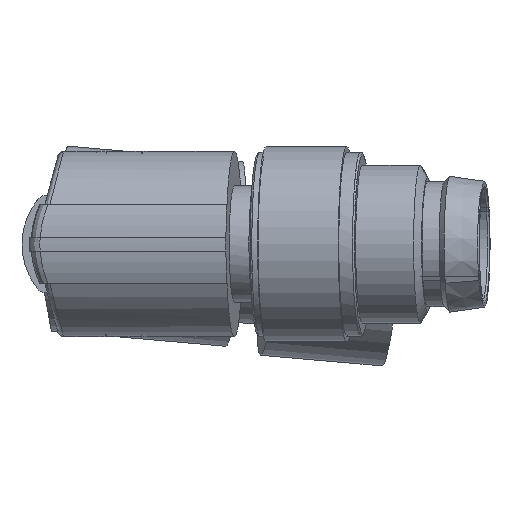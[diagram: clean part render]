
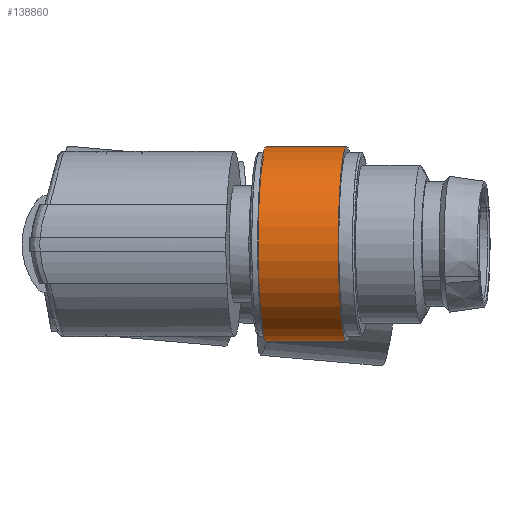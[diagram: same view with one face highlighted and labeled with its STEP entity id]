
A CAD part, left-side view. The second image highlights one B-rep face of the part: STEP entity #138860.
In plain terms, the highlighted cylindrical face has radius 4.95 mm (diameter 9.9 mm), a partial arc.
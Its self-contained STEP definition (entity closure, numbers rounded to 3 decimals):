
#138450=CARTESIAN_POINT('',(20.465,33.628,
-17.132));
#138460=DIRECTION('',(0.,0.,1.));
#138470=DIRECTION('',(1.,0.,0.));
#138480=AXIS2_PLACEMENT_3D('',#138450,#138460,#138470);
#138490=CYLINDRICAL_SURFACE('',#138480,4.95);
#138500=CARTESIAN_POINT('',(15.515,33.628,
-17.132));
#138510=DIRECTION('',(0.,0.,1.));
#138520=VECTOR('',#138510,1.);
#138530=LINE('',#138500,#138520);
#138540=CARTESIAN_POINT('',(15.515,33.628,
-21.232));
#138550=VERTEX_POINT('',#138540);
#138560=CARTESIAN_POINT('',(15.515,33.628,
-17.132));
#138570=VERTEX_POINT('',#138560);
#138580=EDGE_CURVE('',#138550,#138570,#138530,.T.);
#138590=ORIENTED_EDGE('',*,*,#138580,.F.);
#138600=CARTESIAN_POINT('',(20.465,33.628,
-17.132));
#138610=DIRECTION('',(0.,0.,1.));
#138620=DIRECTION('',(1.,0.,0.));
#138630=AXIS2_PLACEMENT_3D('',#138600,#138610,#138620);
#138640=CIRCLE('',#138630,4.95);
#138650=CARTESIAN_POINT('',(25.415,33.628,
-17.132));
#138660=VERTEX_POINT('',#138650);
#138670=EDGE_CURVE('',#138570,#138660,#138640,.T.);
#138680=ORIENTED_EDGE('',*,*,#138670,.F.);
#138690=CARTESIAN_POINT('',(25.415,33.628,
-17.132));
#138700=DIRECTION('',(0.,0.,1.));
#138710=VECTOR('',#138700,1.);
#138720=LINE('',#138690,#138710);
#138730=CARTESIAN_POINT('',(25.415,33.628,
-21.232));
#138740=VERTEX_POINT('',#138730);
#138750=EDGE_CURVE('',#138740,#138660,#138720,.T.);
#138760=ORIENTED_EDGE('',*,*,#138750,.T.);
#138770=CARTESIAN_POINT('',(20.465,33.628,
-21.232));
#138780=DIRECTION('',(0.,0.,1.));
#138790=DIRECTION('',(1.,0.,0.));
#138800=AXIS2_PLACEMENT_3D('',#138770,#138780,#138790);
#138810=CIRCLE('',#138800,4.95);
#138820=EDGE_CURVE('',#138550,#138740,#138810,.T.);
#138830=ORIENTED_EDGE('',*,*,#138820,.T.);
#138840=EDGE_LOOP('',(#138830,#138760,#138680,#138590));
#138850=FACE_OUTER_BOUND('',#138840,.T.);
#138860=ADVANCED_FACE('',(#138850),#138490,.T.);
